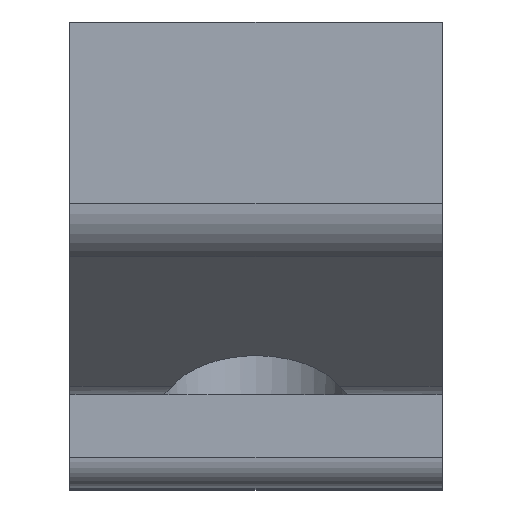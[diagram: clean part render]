
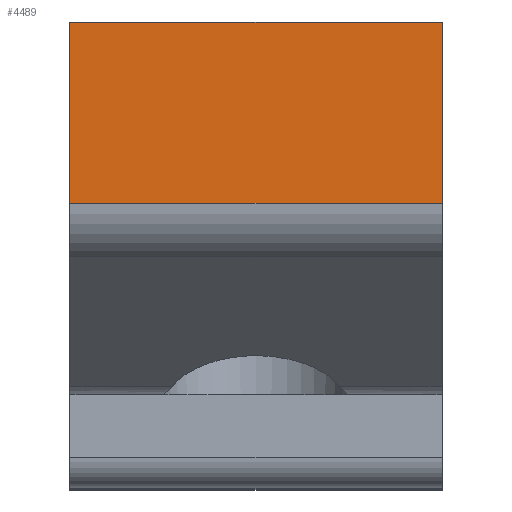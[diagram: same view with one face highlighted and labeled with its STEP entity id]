
A CAD part, top view. The second image highlights one B-rep face of the part: STEP entity #4489.
In plain terms, the highlighted planar face has unit normal (0, 0, 1).
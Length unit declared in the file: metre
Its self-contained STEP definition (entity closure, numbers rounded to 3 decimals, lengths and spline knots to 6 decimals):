
#224=B_SPLINE_CURVE_WITH_KNOTS('',3,(#6679,#6680,#6681,#6682),
 .UNSPECIFIED.,.F.,.F.,(4,4),(0.,1.),.UNSPECIFIED.);
#906=ORIENTED_EDGE('',*,*,#1850,.F.);
#907=ORIENTED_EDGE('',*,*,#2059,.F.);
#908=ORIENTED_EDGE('',*,*,#2192,.T.);
#909=ORIENTED_EDGE('',*,*,#2193,.F.);
#910=ORIENTED_EDGE('',*,*,#1976,.F.);
#1850=EDGE_CURVE('',#2555,#2557,#3052,.T.);
#1976=EDGE_CURVE('',#2557,#2682,#3110,.T.);
#2059=EDGE_CURVE('',#2756,#2555,#3158,.T.);
#2192=EDGE_CURVE('',#2756,#2858,#3237,.T.);
#2193=EDGE_CURVE('',#2682,#2858,#224,.F.);
#2555=VERTEX_POINT('',#5764);
#2557=VERTEX_POINT('',#5767);
#2682=VERTEX_POINT('',#6134);
#2756=VERTEX_POINT('',#6334);
#2858=VERTEX_POINT('',#6678);
#3052=LINE('',#5766,#3454);
#3110=LINE('',#6133,#3512);
#3158=LINE('',#6333,#3560);
#3237=LINE('',#6677,#3639);
#3454=VECTOR('',#4914,1.);
#3512=VECTOR('',#5006,1.);
#3560=VECTOR('',#5122,1.);
#3639=VECTOR('',#5311,1.);
#3905=EDGE_LOOP('',(#906,#907,#908,#909,#910));
#4147=FACE_BOUND('',#3905,.T.);
#4359=PLANE('',#4789);
#4489=ADVANCED_FACE('',(#4147),#4359,.T.);
#4789=AXIS2_PLACEMENT_3D('',#6676,#5309,#5310);
#4914=DIRECTION('',(1.,0.,0.));
#5006=DIRECTION('',(0.,-1.,0.));
#5122=DIRECTION('',(0.,1.,0.));
#5309=DIRECTION('',(0.,0.,1.));
#5310=DIRECTION('',(0.,-1.,0.));
#5311=DIRECTION('',(1.,0.,0.));
#5764=CARTESIAN_POINT('',(-0.003,0.009,0.03));
#5766=CARTESIAN_POINT('',(0.,0.009,0.03));
#5767=CARTESIAN_POINT('',(0.009,0.009,0.03));
#6133=CARTESIAN_POINT('',(0.009,0.01,0.03));
#6134=CARTESIAN_POINT('',(0.009,0.003155,0.03));
#6333=CARTESIAN_POINT('',(-0.003,0.01,0.03));
#6334=CARTESIAN_POINT('',(-0.003,0.003155,0.03));
#6676=CARTESIAN_POINT('',(0.,0.01,0.03));
#6677=CARTESIAN_POINT('',(0.,0.003155,0.03));
#6678=CARTESIAN_POINT('',(0.003,0.003155,0.03));
#6679=CARTESIAN_POINT('',(0.003,0.003155,0.03));
#6680=CARTESIAN_POINT('',(0.005,0.003155,0.03));
#6681=CARTESIAN_POINT('',(0.007,0.003155,0.03));
#6682=CARTESIAN_POINT('',(0.009,0.003155,0.03));
